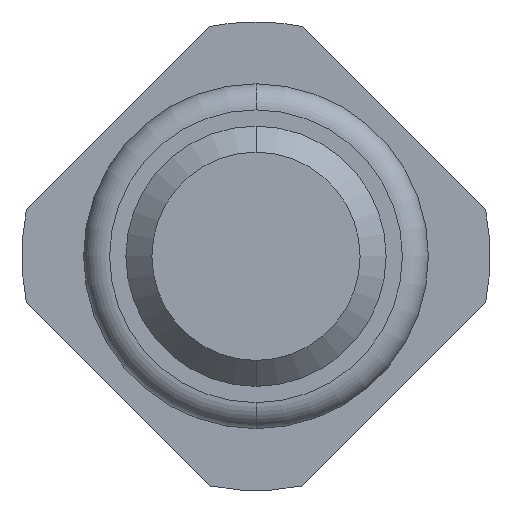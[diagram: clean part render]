
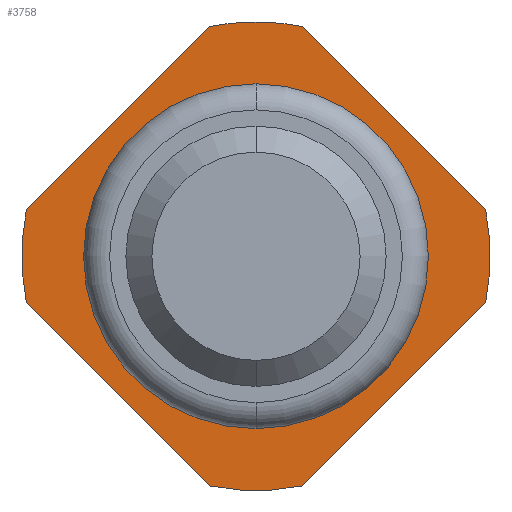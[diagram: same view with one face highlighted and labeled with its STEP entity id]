
A CAD part, front view. The second image highlights one B-rep face of the part: STEP entity #3758.
In plain terms, the highlighted planar face has unit normal (0, -1, 0).
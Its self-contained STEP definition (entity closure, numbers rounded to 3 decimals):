
#38 = CIRCLE ( 'NONE', #2622, 1.8 ) ;
#41 = CARTESIAN_POINT ( 'NONE',  ( 0., -2., -1.325 ) ) ;
#108 = CARTESIAN_POINT ( 'NONE',  ( 1.764, -2., 0.357 ) ) ;
#130 = EDGE_CURVE ( 'Defeature ausgef�hrt2_15+Defeature ausgef�hrt2_0+Defeature ausgef�hrt2_1+Defeature ausgef�hrt2_4', #434, #1792, #3101, .T. ) ;
#180 = CARTESIAN_POINT ( 'NONE',  ( -1.764, -2., 0.357 ) ) ;
#262 = CARTESIAN_POINT ( 'NONE',  ( 0., -2., 0. ) ) ;
#298 = DIRECTION ( 'NONE',  ( 0., 1., 0. ) ) ;
#342 = AXIS2_PLACEMENT_3D ( 'NONE', #262, #3523, #4275 ) ;
#348 = AXIS2_PLACEMENT_3D ( 'NONE', #2574, #761, #2230 ) ;
#384 = VERTEX_POINT ( 'NONE', #2810 ) ;
#434 = VERTEX_POINT ( 'NONE', #3140 ) ;
#473 = ORIENTED_EDGE ( 'NONE', *, *, #2945, .F. ) ;
#481 = DIRECTION ( 'NONE',  ( 0., 0., 1. ) ) ;
#507 = AXIS2_PLACEMENT_3D ( 'NONE', #3362, #1205, #481 ) ;
#510 = CARTESIAN_POINT ( 'NONE',  ( -0.357, -2., 1.764 ) ) ;
#548 = VERTEX_POINT ( 'NONE', #41 ) ;
#667 = CIRCLE ( 'NONE', #4190, 1.325 ) ;
#761 = DIRECTION ( 'NONE',  ( 0., 1., 0. ) ) ;
#767 = ORIENTED_EDGE ( 'NONE', *, *, #790, .F. ) ;
#781 = DIRECTION ( 'NONE',  ( 0., 1., 0. ) ) ;
#790 = EDGE_CURVE ( 'Defeature ausgef�hrt2_1+Defeature ausgef�hrt2_0+Defeature ausgef�hrt2_18+Defeature ausgef�hrt2_15', #3752, #434, #2261, .T. ) ;
#821 = ORIENTED_EDGE ( 'NONE', *, *, #2475, .T. ) ;
#829 = VERTEX_POINT ( 'NONE', #2739 ) ;
#890 = CIRCLE ( 'NONE', #342, 1.325 ) ;
#913 = LINE ( 'NONE', #1580, #2472 ) ;
#965 = CARTESIAN_POINT ( 'NONE',  ( 0.357, -2., -1.764 ) ) ;
#1013 = AXIS2_PLACEMENT_3D ( 'NONE', #1307, #4496, #3082 ) ;
#1065 = ORIENTED_EDGE ( 'NONE', *, *, #4248, .F. ) ;
#1195 = EDGE_CURVE ( 'Defeature ausgef�hrt2_2+Defeature ausgef�hrt2_0+Defeature ausgef�hrt2_17+Defeature ausgef�hrt2_18', #384, #3324, #1293, .T. ) ;
#1205 = DIRECTION ( 'NONE',  ( 0., 1., 0. ) ) ;
#1293 = CIRCLE ( 'NONE', #1013, 1.8 ) ;
#1307 = CARTESIAN_POINT ( 'NONE',  ( 0., -2., 0. ) ) ;
#1353 = DIRECTION ( 'NONE',  ( 0., 0., 1. ) ) ;
#1460 = VERTEX_POINT ( 'NONE', #4259 ) ;
#1483 = VECTOR ( 'NONE', #2467, 1000. ) ;
#1580 = CARTESIAN_POINT ( 'NONE',  ( -0.161, -2., 1.961 ) ) ;
#1792 = VERTEX_POINT ( 'NONE', #965 ) ;
#1894 = DIRECTION ( 'NONE',  ( 0.707, 0., 0.707 ) ) ;
#1910 = VERTEX_POINT ( 'NONE', #510 ) ;
#1956 = VERTEX_POINT ( 'NONE', #180 ) ;
#2020 = CARTESIAN_POINT ( 'NONE',  ( 1.961, -2., 0.161 ) ) ;
#2162 = EDGE_CURVE ( 'Defeature ausgef�hrt2_3+Defeature ausgef�hrt2_0+Defeature ausgef�hrt2_16+Defeature ausgef�hrt2_17', #829, #1956, #38, .T. ) ;
#2220 = ORIENTED_EDGE ( 'NONE', *, *, #130, .F. ) ;
#2230 = DIRECTION ( 'NONE',  ( 0., 0., 1. ) ) ;
#2261 = CIRCLE ( 'NONE', #507, 1.8 ) ;
#2377 = VECTOR ( 'NONE', #3385, 1000. ) ;
#2467 = DIRECTION ( 'NONE',  ( 0.707, 0., -0.707 ) ) ;
#2472 = VECTOR ( 'NONE', #1894, 1000. ) ;
#2475 = EDGE_CURVE ( 'Defeature ausgef�hrt2_0+Defeature ausgef�hrt2_12+Defeature ausgef�hrt2_12+Defeature ausgef�hrt2_12', #548, #4644, #890, .T. ) ;
#2537 = ORIENTED_EDGE ( 'NONE', *, *, #2162, .F. ) ;
#2574 = CARTESIAN_POINT ( 'NONE',  ( 0., -2., 0. ) ) ;
#2622 = AXIS2_PLACEMENT_3D ( 'NONE', #3572, #298, #3526 ) ;
#2642 = CARTESIAN_POINT ( 'NONE',  ( 1.8, -2., 0. ) ) ;
#2659 = AXIS2_PLACEMENT_3D ( 'NONE', #2642, #781, #4387 ) ;
#2681 = EDGE_CURVE ( 'Defeature ausgef�hrt2_0+Defeature ausgef�hrt2_12+Defeature ausgef�hrt2_12+Defeature ausgef�hrt2_12', #4644, #548, #667, .T. ) ;
#2693 = ORIENTED_EDGE ( 'NONE', *, *, #2857, .F. ) ;
#2739 = CARTESIAN_POINT ( 'NONE',  ( -1.764, -2., -0.357 ) ) ;
#2766 = EDGE_LOOP ( 'NONE', ( #3172, #821 ) ) ;
#2810 = CARTESIAN_POINT ( 'NONE',  ( 0., -2., 1.8 ) ) ;
#2857 = EDGE_CURVE ( 'Defeature ausgef�hrt2_16+Defeature ausgef�hrt2_0+Defeature ausgef�hrt2_4+Defeature ausgef�hrt2_3', #1460, #829, #3555, .T. ) ;
#2945 = EDGE_CURVE ( 'Defeature ausgef�hrt2_18+Defeature ausgef�hrt2_0+Defeature ausgef�hrt2_2+Defeature ausgef�hrt2_1', #3324, #3752, #4326, .T. ) ;
#2984 = VECTOR ( 'NONE', #4534, 1000. ) ;
#3082 = DIRECTION ( 'NONE',  ( 0., 0., 1. ) ) ;
#3089 = CARTESIAN_POINT ( 'NONE',  ( -0.161, -2., -1.961 ) ) ;
#3101 = LINE ( 'NONE', #4207, #2984 ) ;
#3140 = CARTESIAN_POINT ( 'NONE',  ( 1.764, -2., -0.357 ) ) ;
#3172 = ORIENTED_EDGE ( 'NONE', *, *, #2681, .T. ) ;
#3308 = DIRECTION ( 'NONE',  ( 0., 1., 0. ) ) ;
#3324 = VERTEX_POINT ( 'NONE', #3360 ) ;
#3333 = DIRECTION ( 'NONE',  ( 0., 0., 1. ) ) ;
#3341 = FACE_OUTER_BOUND ( 'NONE', #3363, .T. ) ;
#3348 = CARTESIAN_POINT ( 'NONE',  ( 0., -2., 0. ) ) ;
#3360 = CARTESIAN_POINT ( 'NONE',  ( 0.357, -2., 1.764 ) ) ;
#3362 = CARTESIAN_POINT ( 'NONE',  ( 0., -2., 0. ) ) ;
#3363 = EDGE_LOOP ( 'NONE', ( #473, #4400, #4133, #1065, #2537, #2693, #3376, #2220, #767 ) ) ;
#3376 = ORIENTED_EDGE ( 'NONE', *, *, #4139, .F. ) ;
#3385 = DIRECTION ( 'NONE',  ( -0.707, 0., 0.707 ) ) ;
#3400 = CIRCLE ( 'NONE', #3694, 1.8 ) ;
#3455 = CARTESIAN_POINT ( 'NONE',  ( 0., -2., 0. ) ) ;
#3508 = DIRECTION ( 'NONE',  ( 0., 1., 0. ) ) ;
#3523 = DIRECTION ( 'NONE',  ( 0., 1., 0. ) ) ;
#3526 = DIRECTION ( 'NONE',  ( 0., 0., 1. ) ) ;
#3555 = LINE ( 'NONE', #3089, #2377 ) ;
#3572 = CARTESIAN_POINT ( 'NONE',  ( 0., -2., 0. ) ) ;
#3694 = AXIS2_PLACEMENT_3D ( 'NONE', #3455, #3508, #1353 ) ;
#3752 = VERTEX_POINT ( 'NONE', #108 ) ;
#3758 = ADVANCED_FACE ( 'Defeature ausgef�hrt2_0', ( #4012, #3341 ), #4045, .F. ) ;
#4012 = FACE_BOUND ( 'NONE', #2766, .T. ) ;
#4045 = PLANE ( 'NONE',  #2659 ) ;
#4112 = CIRCLE ( 'NONE', #348, 1.8 ) ;
#4133 = ORIENTED_EDGE ( 'NONE', *, *, #4572, .F. ) ;
#4139 = EDGE_CURVE ( 'Defeature ausgef�hrt2_4+Defeature ausgef�hrt2_0+Defeature ausgef�hrt2_15+Defeature ausgef�hrt2_16', #1792, #1460, #4112, .T. ) ;
#4190 = AXIS2_PLACEMENT_3D ( 'NONE', #3348, #3308, #3333 ) ;
#4207 = CARTESIAN_POINT ( 'NONE',  ( 1.961, -2., -0.161 ) ) ;
#4248 = EDGE_CURVE ( 'Defeature ausgef�hrt2_17+Defeature ausgef�hrt2_0+Defeature ausgef�hrt2_3+Defeature ausgef�hrt2_2', #1956, #1910, #913, .T. ) ;
#4259 = CARTESIAN_POINT ( 'NONE',  ( -0.357, -2., -1.764 ) ) ;
#4275 = DIRECTION ( 'NONE',  ( 0., 0., 1. ) ) ;
#4326 = LINE ( 'NONE', #2020, #1483 ) ;
#4387 = DIRECTION ( 'NONE',  ( 0., 0., 1. ) ) ;
#4400 = ORIENTED_EDGE ( 'NONE', *, *, #1195, .F. ) ;
#4496 = DIRECTION ( 'NONE',  ( 0., 1., 0. ) ) ;
#4534 = DIRECTION ( 'NONE',  ( -0.707, 0., -0.707 ) ) ;
#4570 = CARTESIAN_POINT ( 'NONE',  ( 0., -2., 1.325 ) ) ;
#4572 = EDGE_CURVE ( 'Defeature ausgef�hrt2_2+Defeature ausgef�hrt2_0+Defeature ausgef�hrt2_17+Defeature ausgef�hrt2_18', #1910, #384, #3400, .T. ) ;
#4644 = VERTEX_POINT ( 'NONE', #4570 ) ;
